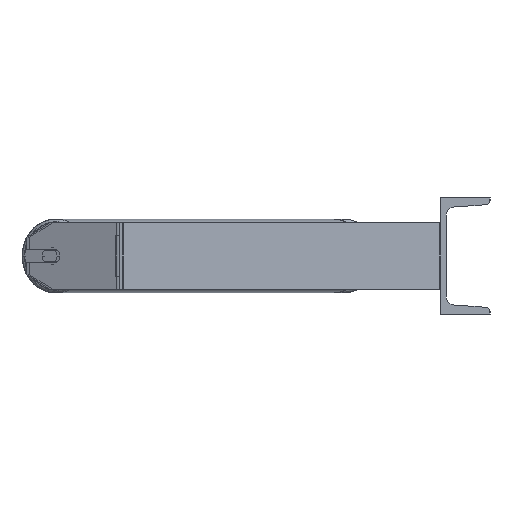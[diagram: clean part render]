
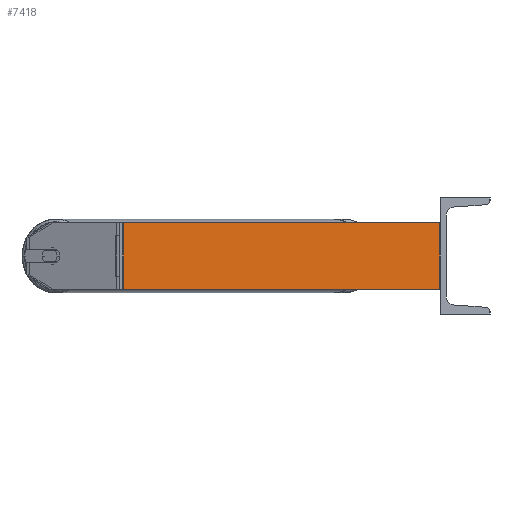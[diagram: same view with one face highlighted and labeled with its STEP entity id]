
A CAD part, left-side view. The second image highlights one B-rep face of the part: STEP entity #7418.
In plain terms, the highlighted planar face has unit normal (-0.996, -0.087, 0).
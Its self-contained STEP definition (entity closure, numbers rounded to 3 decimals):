
#556 = DIRECTION ( 'NONE',  ( 0.996, 0.087, 0. ) ) ;
#569 = CARTESIAN_POINT ( 'NONE',  ( -1218.403, 381.794, -40. ) ) ;
#601 = VECTOR ( 'NONE', #2840, 1000. ) ;
#607 = LINE ( 'NONE', #8477, #5925 ) ;
#632 = VERTEX_POINT ( 'NONE', #5473 ) ;
#724 = CARTESIAN_POINT ( 'NONE',  ( -1218.776, 386.065, 40. ) ) ;
#1229 = LINE ( 'NONE', #6196, #4600 ) ;
#2840 = DIRECTION ( 'NONE',  ( 0.087, -0.996, 0. ) ) ;
#3487 = FACE_OUTER_BOUND ( 'NONE', #3938, .T. ) ;
#3659 = EDGE_CURVE ( 'NONE', #8617, #6024, #4344, .T. ) ;
#3796 = DIRECTION ( 'NONE',  ( 0.087, -0.996, 0. ) ) ;
#3938 = EDGE_LOOP ( 'NONE', ( #6089, #5532, #5575, #7821 ) ) ;
#4344 = LINE ( 'NONE', #5126, #4718 ) ;
#4578 = VERTEX_POINT ( 'NONE', #7150 ) ;
#4600 = VECTOR ( 'NONE', #6846, 1000. ) ;
#4717 = CARTESIAN_POINT ( 'NONE',  ( -1218.776, 386.065, 40. ) ) ;
#4718 = VECTOR ( 'NONE', #3796, 1000. ) ;
#4830 = EDGE_CURVE ( 'NONE', #4578, #6024, #607, .T. ) ;
#4991 = DIRECTION ( 'NONE',  ( 0., 0., -1. ) ) ;
#5126 = CARTESIAN_POINT ( 'NONE',  ( -1218.776, 386.065, -40. ) ) ;
#5473 = CARTESIAN_POINT ( 'NONE',  ( -1218.403, 381.794, 40. ) ) ;
#5532 = ORIENTED_EDGE ( 'NONE', *, *, #4830, .F. ) ;
#5575 = ORIENTED_EDGE ( 'NONE', *, *, #5758, .F. ) ;
#5758 = EDGE_CURVE ( 'NONE', #632, #4578, #6168, .T. ) ;
#5925 = VECTOR ( 'NONE', #4991, 1000. ) ;
#6024 = VERTEX_POINT ( 'NONE', #8063 ) ;
#6089 = ORIENTED_EDGE ( 'NONE', *, *, #3659, .T. ) ;
#6168 = LINE ( 'NONE', #4717, #601 ) ;
#6196 = CARTESIAN_POINT ( 'NONE',  ( -1218.403, 381.794, 40. ) ) ;
#6769 = EDGE_CURVE ( 'NONE', #632, #8617, #1229, .T. ) ;
#6846 = DIRECTION ( 'NONE',  ( 0., 0., -1. ) ) ;
#6884 = PLANE ( 'NONE',  #7408 ) ;
#7150 = CARTESIAN_POINT ( 'NONE',  ( -1185., 0., 40. ) ) ;
#7408 = AXIS2_PLACEMENT_3D ( 'NONE', #724, #556, #7632 ) ;
#7418 = ADVANCED_FACE ( 'NONE', ( #3487 ), #6884, .F. ) ;
#7632 = DIRECTION ( 'NONE',  ( -0.087, 0.996, 0. ) ) ;
#7821 = ORIENTED_EDGE ( 'NONE', *, *, #6769, .T. ) ;
#8063 = CARTESIAN_POINT ( 'NONE',  ( -1185., 0., -40. ) ) ;
#8477 = CARTESIAN_POINT ( 'NONE',  ( -1185., 0., 40. ) ) ;
#8617 = VERTEX_POINT ( 'NONE', #569 ) ;
